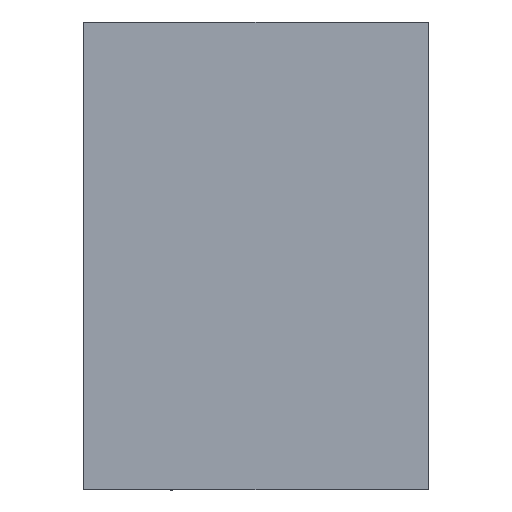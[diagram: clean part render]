
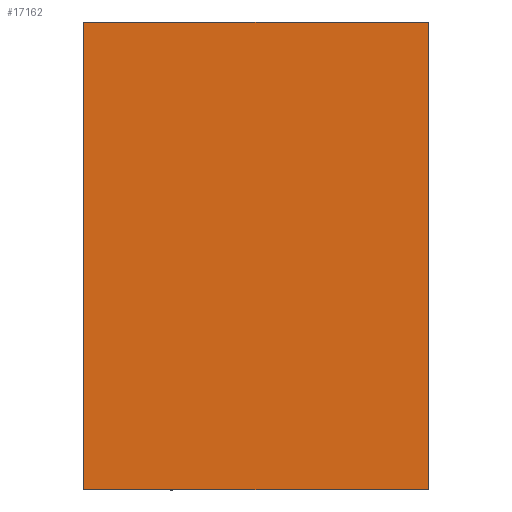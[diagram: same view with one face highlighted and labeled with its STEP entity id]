
A CAD part, left-side view. The second image highlights one B-rep face of the part: STEP entity #17162.
In plain terms, the highlighted planar face has unit normal (-1, 0, 0).
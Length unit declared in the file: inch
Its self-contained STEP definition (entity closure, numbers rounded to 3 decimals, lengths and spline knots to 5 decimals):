
#112 = EDGE_LOOP ( 'NONE', ( #17354, #15506, #14899, #2809 ) ) ;
#189 = CARTESIAN_POINT ( 'NONE',  ( -0.66, 0.2497, 0.12 ) ) ;
#452 = CARTESIAN_POINT ( 'NONE',  ( -0.66, 0., 0. ) ) ;
#476 = CARTESIAN_POINT ( 'NONE',  ( -0.66, 0.2497, 0. ) ) ;
#993 = VERTEX_POINT ( 'NONE', #2282 ) ;
#1386 = CARTESIAN_POINT ( 'NONE',  ( -0.66, 0.2497, -0.2197 ) ) ;
#1890 = LINE ( 'NONE', #476, #9981 ) ;
#1904 = CARTESIAN_POINT ( 'NONE',  ( -0.66, 0.2497, -0.2197 ) ) ;
#2039 = VERTEX_POINT ( 'NONE', #12539 ) ;
#2282 = CARTESIAN_POINT ( 'NONE',  ( -0.66, 0.2497, 0.12 ) ) ;
#2809 = ORIENTED_EDGE ( 'NONE', *, *, #4224, .T. ) ;
#3399 = FACE_OUTER_BOUND ( 'NONE', #112, .T. ) ;
#4224 = EDGE_CURVE ( 'NONE', #7904, #11702, #5713, .T. ) ;
#5680 = VECTOR ( 'NONE', #8130, 39.37008 ) ;
#5713 = LINE ( 'NONE', #1904, #17615 ) ;
#7280 = EDGE_CURVE ( 'NONE', #993, #2039, #13749, .T. ) ;
#7342 = AXIS2_PLACEMENT_3D ( 'NONE', #14431, #11752, #10915 ) ;
#7858 = PLANE ( 'NONE',  #7342 ) ;
#7904 = VERTEX_POINT ( 'NONE', #1386 ) ;
#8130 = DIRECTION ( 'NONE',  ( 0., -1., 0. ) ) ;
#9256 = CARTESIAN_POINT ( 'NONE',  ( -0.66, 0., -0.2197 ) ) ;
#9981 = VECTOR ( 'NONE', #16771, 39.37008 ) ;
#10915 = DIRECTION ( 'NONE',  ( 0., 0., 1. ) ) ;
#11302 = DIRECTION ( 'NONE',  ( 0., 0., -1. ) ) ;
#11421 = DIRECTION ( 'NONE',  ( 0., -1., 0. ) ) ;
#11702 = VERTEX_POINT ( 'NONE', #9256 ) ;
#11752 = DIRECTION ( 'NONE',  ( -1., 0., 0. ) ) ;
#12539 = CARTESIAN_POINT ( 'NONE',  ( -0.66, 0., 0.12 ) ) ;
#13749 = LINE ( 'NONE', #189, #5680 ) ;
#13806 = EDGE_CURVE ( 'NONE', #2039, #11702, #17434, .T. ) ;
#14431 = CARTESIAN_POINT ( 'NONE',  ( -0.66, 0.2497, 0. ) ) ;
#14899 = ORIENTED_EDGE ( 'NONE', *, *, #14941, .T. ) ;
#14941 = EDGE_CURVE ( 'NONE', #993, #7904, #1890, .T. ) ;
#15506 = ORIENTED_EDGE ( 'NONE', *, *, #7280, .F. ) ;
#16366 = VECTOR ( 'NONE', #11302, 39.37008 ) ;
#16771 = DIRECTION ( 'NONE',  ( 0., 0., -1. ) ) ;
#17162 = ADVANCED_FACE ( 'NONE', ( #3399 ), #7858, .T. ) ;
#17354 = ORIENTED_EDGE ( 'NONE', *, *, #13806, .F. ) ;
#17434 = LINE ( 'NONE', #452, #16366 ) ;
#17615 = VECTOR ( 'NONE', #11421, 39.37008 ) ;
